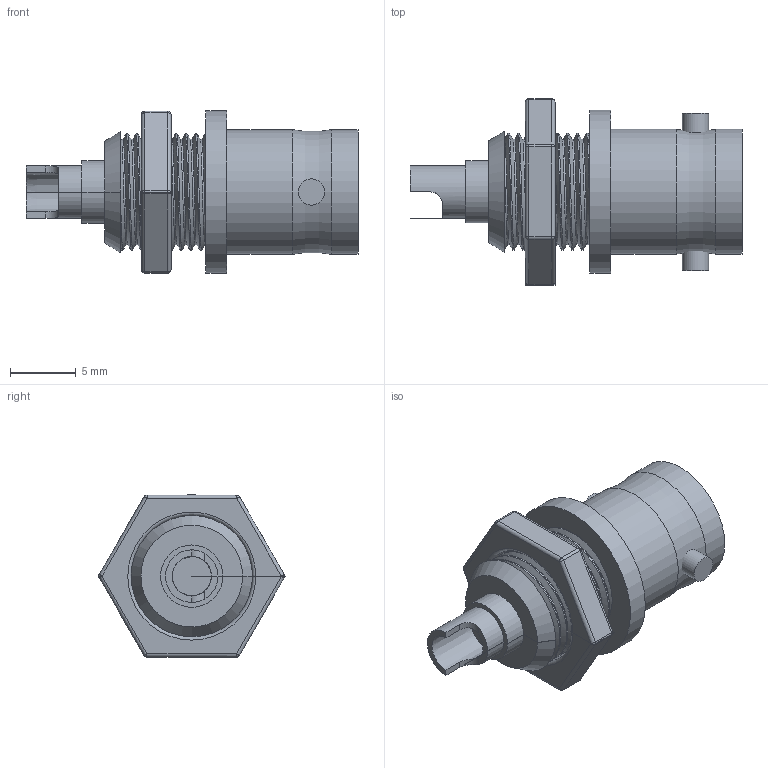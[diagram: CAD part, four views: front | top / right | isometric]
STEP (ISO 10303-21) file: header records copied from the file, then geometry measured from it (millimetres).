
FILE_DESCRIPTION(/* description */ (''),/* implementation_level */ '2;1');
FILE_NAME(/* name */ 'BNC Connector 01 v3.step',/* time_stamp */ '2020-09-19T19:18:34+10:00',/* author */ (''),/* organization */ (''),/* preprocessor_version */ 'ST-DEVELOPER v18.1',/* originating_system */ 'Autodesk Translation Framework v9.3.0.1241',/* authorisation */ '');
FILE_SCHEMA (('AUTOMOTIVE_DESIGN { 1 0 10303 214 3 1 1 }'));
Length unit declared in the file: millimetre
Products named in the file (2): BNC Connector 01; BNC Connector
Assembly tree (1 placements, depth 2):
  BNC Connector 01
    BNC Connector
Bounding box: 25.3 x 14.21 x 12.4 mm (x, y, z)
Volume: 1115.9 mm3; surface area: 1910.6 mm2
Topology: 13 solids, 13 shells, 128 faces, 267 edges, 163 vertices
Faces by surface type: plane 55, cylinder 54, sphere 12, torus 3, bspline 2, cone 2
Full cylindrical faces by diameter (mm): 1 x1, 1.2 x2, 2 x2, 4 x2, 4.75 x1, 8.047 x2, 8.5 x1, 8.908 x5, 9.25 x1, 9.5 x2, 12.4 x1
Entity records: 4848 total; most frequent: CARTESIAN_POINT 2075, DIRECTION 562, ORIENTED_EDGE 526, EDGE_CURVE 263, AXIS2_PLACEMENT_3D 216, VERTEX_POINT 163, EDGE_LOOP 138, LINE 130
